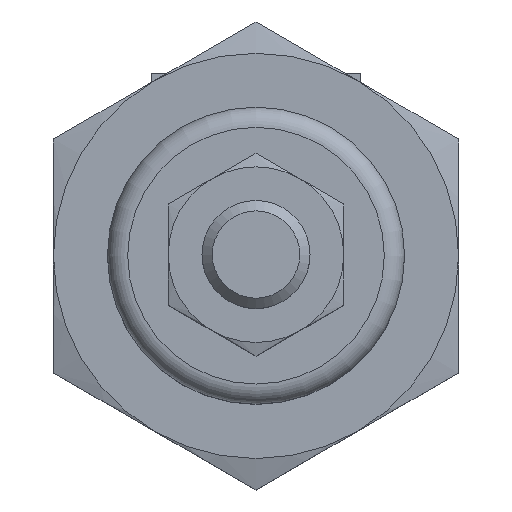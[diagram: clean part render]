
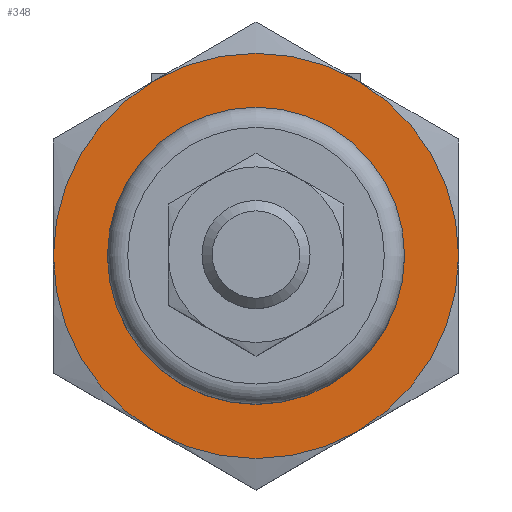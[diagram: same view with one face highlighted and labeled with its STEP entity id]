
A CAD part, top view. The second image highlights one B-rep face of the part: STEP entity #348.
In plain terms, the highlighted face is planar.
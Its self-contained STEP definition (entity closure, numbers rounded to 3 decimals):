
#348 = ADVANCED_FACE( '', ( #587, #588 ), #589, .F. );
#587 = FACE_OUTER_BOUND( '', #843, .T. );
#588 = FACE_BOUND( '', #844, .T. );
#589 = PLANE( '', #845 );
#843 = EDGE_LOOP( '', ( #1513, #1514, #1515, #1516, #1517, #1518 ) );
#844 = EDGE_LOOP( '', ( #1519 ) );
#845 = AXIS2_PLACEMENT_3D( '', #1520, #1521, #1522 );
#1513 = ORIENTED_EDGE( '', *, *, #1788, .F. );
#1514 = ORIENTED_EDGE( '', *, *, #1789, .F. );
#1515 = ORIENTED_EDGE( '', *, *, #1787, .F. );
#1516 = ORIENTED_EDGE( '', *, *, #1785, .F. );
#1517 = ORIENTED_EDGE( '', *, *, #1786, .F. );
#1518 = ORIENTED_EDGE( '', *, *, #1790, .F. );
#1519 = ORIENTED_EDGE( '', *, *, #1791, .T. );
#1520 = CARTESIAN_POINT( '', ( -3., 0., 0. ) );
#1521 = DIRECTION( '', ( 1., 0., 0. ) );
#1522 = DIRECTION( '', ( 0., 0., -1. ) );
#1785 = EDGE_CURVE( '', #2080, #2117, #2121, .T. );
#1786 = EDGE_CURVE( '', #2089, #2080, #2122, .T. );
#1787 = EDGE_CURVE( '', #2117, #2113, #2123, .T. );
#1788 = EDGE_CURVE( '', #2107, #2124, #2125, .T. );
#1789 = EDGE_CURVE( '', #2113, #2107, #2126, .T. );
#1790 = EDGE_CURVE( '', #2124, #2089, #2127, .T. );
#1791 = EDGE_CURVE( '', #2128, #2128, #2129, .T. );
#2080 = VERTEX_POINT( '', #2664 );
#2089 = VERTEX_POINT( '', #2694 );
#2107 = VERTEX_POINT( '', #2744 );
#2113 = VERTEX_POINT( '', #2766 );
#2117 = VERTEX_POINT( '', #2785 );
#2121 = CIRCLE( '', #2799, 15. );
#2122 = CIRCLE( '', #2800, 15. );
#2123 = CIRCLE( '', #2801, 15. );
#2124 = VERTEX_POINT( '', #2802 );
#2125 = CIRCLE( '', #2803, 15. );
#2126 = CIRCLE( '', #2804, 15. );
#2127 = CIRCLE( '', #2805, 15. );
#2128 = VERTEX_POINT( '', #2806 );
#2129 = CIRCLE( '', #2807, 11. );
#2664 = CARTESIAN_POINT( '', ( -3., 0., 15. ) );
#2694 = CARTESIAN_POINT( '', ( -3., 12.99, 7.5 ) );
#2744 = CARTESIAN_POINT( '', ( -3., 0., -15. ) );
#2766 = CARTESIAN_POINT( '', ( -3., -12.99, -7.5 ) );
#2785 = CARTESIAN_POINT( '', ( -3., -12.99, 7.5 ) );
#2799 = AXIS2_PLACEMENT_3D( '', #3122, #3123, #3124 );
#2800 = AXIS2_PLACEMENT_3D( '', #3125, #3126, #3127 );
#2801 = AXIS2_PLACEMENT_3D( '', #3128, #3129, #3130 );
#2802 = CARTESIAN_POINT( '', ( -3., 12.99, -7.5 ) );
#2803 = AXIS2_PLACEMENT_3D( '', #3131, #3132, #3133 );
#2804 = AXIS2_PLACEMENT_3D( '', #3134, #3135, #3136 );
#2805 = AXIS2_PLACEMENT_3D( '', #3137, #3138, #3139 );
#2806 = CARTESIAN_POINT( '', ( -3., 0., -11. ) );
#2807 = AXIS2_PLACEMENT_3D( '', #3140, #3141, #3142 );
#3122 = CARTESIAN_POINT( '', ( -3., 0., 0. ) );
#3123 = DIRECTION( '', ( 1., 0., 0. ) );
#3124 = DIRECTION( '', ( 0., 0., -1. ) );
#3125 = CARTESIAN_POINT( '', ( -3., 0., 0. ) );
#3126 = DIRECTION( '', ( 1., 0., 0. ) );
#3127 = DIRECTION( '', ( 0., 0., -1. ) );
#3128 = CARTESIAN_POINT( '', ( -3., 0., 0. ) );
#3129 = DIRECTION( '', ( 1., 0., 0. ) );
#3130 = DIRECTION( '', ( 0., 0., -1. ) );
#3131 = CARTESIAN_POINT( '', ( -3., 0., 0. ) );
#3132 = DIRECTION( '', ( 1., 0., 0. ) );
#3133 = DIRECTION( '', ( 0., 0., -1. ) );
#3134 = CARTESIAN_POINT( '', ( -3., 0., 0. ) );
#3135 = DIRECTION( '', ( 1., 0., 0. ) );
#3136 = DIRECTION( '', ( 0., 0., -1. ) );
#3137 = CARTESIAN_POINT( '', ( -3., 0., 0. ) );
#3138 = DIRECTION( '', ( 1., 0., 0. ) );
#3139 = DIRECTION( '', ( 0., 0., -1. ) );
#3140 = CARTESIAN_POINT( '', ( -3., 0., 0. ) );
#3141 = DIRECTION( '', ( 1., 0., 0. ) );
#3142 = DIRECTION( '', ( 0., 0., -1. ) );
